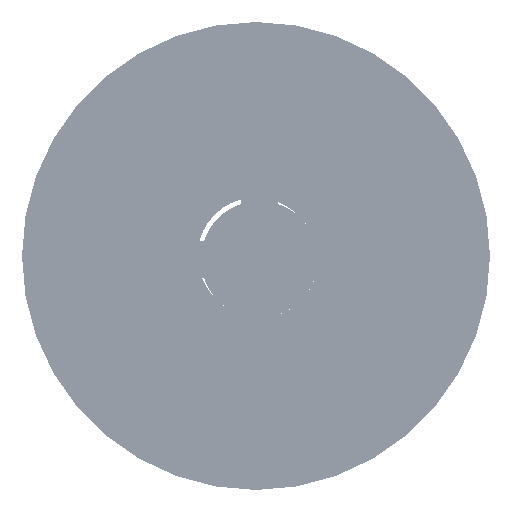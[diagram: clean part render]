
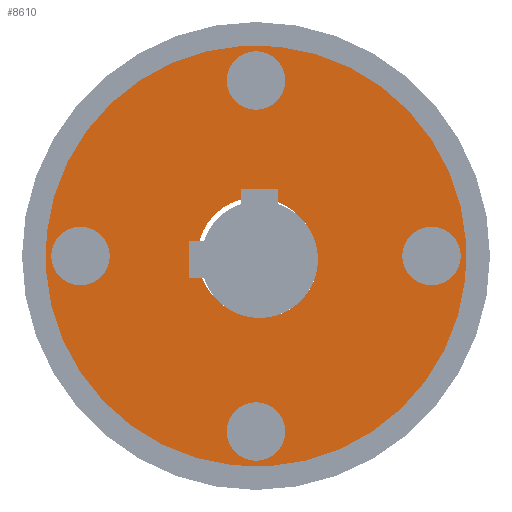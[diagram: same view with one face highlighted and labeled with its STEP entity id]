
A CAD part, front view. The second image highlights one B-rep face of the part: STEP entity #8610.
In plain terms, the highlighted planar face has unit normal (0, -1, 0).
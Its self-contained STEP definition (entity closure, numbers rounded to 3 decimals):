
#84=FACE_BOUND('',#952,.T.);
#85=FACE_BOUND('',#953,.T.);
#86=FACE_BOUND('',#954,.T.);
#87=FACE_BOUND('',#955,.T.);
#88=FACE_BOUND('',#956,.T.);
#136=PLANE('',#9157);
#482=FACE_OUTER_BOUND('',#951,.T.);
#951=EDGE_LOOP('',(#6996));
#952=EDGE_LOOP('',(#6997,#6998,#6999,#7000,#7001,#7002,#7003,#7004,#7005,
#7006));
#953=EDGE_LOOP('',(#7007));
#954=EDGE_LOOP('',(#7008));
#955=EDGE_LOOP('',(#7009));
#956=EDGE_LOOP('',(#7010));
#1116=CIRCLE('',#9130,25.);
#1125=CIRCLE('',#9143,25.);
#1126=CIRCLE('',#9145,25.);
#1127=CIRCLE('',#9147,25.);
#1131=CIRCLE('',#9153,8.);
#1134=CIRCLE('',#9158,90.);
#1135=CIRCLE('',#9159,8.);
#1136=CIRCLE('',#9160,8.);
#1137=CIRCLE('',#9161,8.);
#2296=LINE('',#31141,#2799);
#2300=LINE('',#31150,#2803);
#2304=LINE('',#31159,#2807);
#2308=LINE('',#31166,#2811);
#2312=LINE('',#31180,#2815);
#2316=LINE('',#31187,#2819);
#2799=VECTOR('',#10318,10.);
#2803=VECTOR('',#10324,10.);
#2807=VECTOR('',#10330,10.);
#2811=VECTOR('',#10336,10.);
#2815=VECTOR('',#10348,10.);
#2819=VECTOR('',#10354,10.);
#3589=VERTEX_POINT('',#31139);
#3590=VERTEX_POINT('',#31140);
#3593=VERTEX_POINT('',#31148);
#3594=VERTEX_POINT('',#31149);
#3597=VERTEX_POINT('',#31157);
#3598=VERTEX_POINT('',#31158);
#3603=VERTEX_POINT('',#31172);
#3604=VERTEX_POINT('',#31174);
#3605=VERTEX_POINT('',#31178);
#3606=VERTEX_POINT('',#31179);
#3620=VERTEX_POINT('',#31476);
#3623=VERTEX_POINT('',#31485);
#3624=VERTEX_POINT('',#31487);
#3625=VERTEX_POINT('',#31489);
#3626=VERTEX_POINT('',#31491);
#4797=EDGE_CURVE('',#3589,#3590,#2296,.T.);
#4801=EDGE_CURVE('',#3593,#3594,#2300,.T.);
#4805=EDGE_CURVE('',#3597,#3598,#2304,.T.);
#4809=EDGE_CURVE('',#3598,#3589,#2308,.T.);
#4813=EDGE_CURVE('',#3604,#3603,#1116,.T.);
#4815=EDGE_CURVE('',#3605,#3606,#2312,.T.);
#4819=EDGE_CURVE('',#3606,#3593,#2316,.T.);
#4834=EDGE_CURVE('',#3605,#3603,#1125,.T.);
#4835=EDGE_CURVE('',#3597,#3594,#1126,.T.);
#4836=EDGE_CURVE('',#3604,#3590,#1127,.T.);
#4843=EDGE_CURVE('',#3620,#3620,#1131,.T.);
#4846=EDGE_CURVE('',#3623,#3623,#1134,.T.);
#4847=EDGE_CURVE('',#3624,#3624,#1135,.T.);
#4848=EDGE_CURVE('',#3625,#3625,#1136,.T.);
#4849=EDGE_CURVE('',#3626,#3626,#1137,.T.);
#6996=ORIENTED_EDGE('',*,*,#4846,.F.);
#6997=ORIENTED_EDGE('',*,*,#4797,.T.);
#6998=ORIENTED_EDGE('',*,*,#4836,.F.);
#6999=ORIENTED_EDGE('',*,*,#4813,.T.);
#7000=ORIENTED_EDGE('',*,*,#4834,.F.);
#7001=ORIENTED_EDGE('',*,*,#4815,.T.);
#7002=ORIENTED_EDGE('',*,*,#4819,.T.);
#7003=ORIENTED_EDGE('',*,*,#4801,.T.);
#7004=ORIENTED_EDGE('',*,*,#4835,.F.);
#7005=ORIENTED_EDGE('',*,*,#4805,.T.);
#7006=ORIENTED_EDGE('',*,*,#4809,.T.);
#7007=ORIENTED_EDGE('',*,*,#4847,.T.);
#7008=ORIENTED_EDGE('',*,*,#4848,.T.);
#7009=ORIENTED_EDGE('',*,*,#4849,.T.);
#7010=ORIENTED_EDGE('',*,*,#4843,.T.);
#8610=ADVANCED_FACE('',(#482,#84,#85,#86,#87,#88),#136,.T.);
#9130=AXIS2_PLACEMENT_3D('',#31175,#10343,#10344);
#9143=AXIS2_PLACEMENT_3D('',#31440,#10378,#10379);
#9145=AXIS2_PLACEMENT_3D('',#31442,#10382,#10383);
#9147=AXIS2_PLACEMENT_3D('',#31444,#10386,#10387);
#9153=AXIS2_PLACEMENT_3D('',#31478,#10399,#10400);
#9157=AXIS2_PLACEMENT_3D('',#31484,#10407,#10408);
#9158=AXIS2_PLACEMENT_3D('',#31486,#10409,#10410);
#9159=AXIS2_PLACEMENT_3D('',#31488,#10411,#10412);
#9160=AXIS2_PLACEMENT_3D('',#31490,#10413,#10414);
#9161=AXIS2_PLACEMENT_3D('',#31492,#10415,#10416);
#10318=DIRECTION('',(0.,0.,-1.));
#10324=DIRECTION('',(1.,0.,0.));
#10330=DIRECTION('',(0.,0.,1.));
#10336=DIRECTION('',(1.,0.,0.));
#10343=DIRECTION('center_axis',(0.,1.,0.));
#10344=DIRECTION('ref_axis',(1.,0.,0.));
#10348=DIRECTION('',(-1.,0.,0.));
#10354=DIRECTION('',(0.,0.,1.));
#10378=DIRECTION('center_axis',(0.,-1.,0.));
#10379=DIRECTION('ref_axis',(0.998,0.,0.062));
#10382=DIRECTION('center_axis',(0.,-1.,0.));
#10383=DIRECTION('ref_axis',(0.998,0.,0.062));
#10386=DIRECTION('center_axis',(0.,-1.,0.));
#10387=DIRECTION('ref_axis',(0.998,0.,0.062));
#10399=DIRECTION('center_axis',(0.,1.,0.));
#10400=DIRECTION('ref_axis',(-1.,0.,0.));
#10407=DIRECTION('center_axis',(0.,-1.,0.));
#10408=DIRECTION('ref_axis',(0.998,0.,0.062));
#10409=DIRECTION('center_axis',(0.,1.,0.));
#10410=DIRECTION('ref_axis',(0.998,0.,0.062));
#10411=DIRECTION('center_axis',(0.,1.,0.));
#10412=DIRECTION('ref_axis',(-1.,0.,0.));
#10413=DIRECTION('center_axis',(0.,1.,0.));
#10414=DIRECTION('ref_axis',(-1.,0.,0.));
#10415=DIRECTION('center_axis',(0.,1.,0.));
#10416=DIRECTION('ref_axis',(-1.,0.,0.));
#31139=CARTESIAN_POINT('',(9.485,-80.,28.515));
#31140=CARTESIAN_POINT('',(9.485,-80.,23.131));
#31141=CARTESIAN_POINT('',(9.485,-80.,11.1));
#31148=CARTESIAN_POINT('',(-28.515,-80.,6.515));
#31149=CARTESIAN_POINT('',(-24.136,-80.,6.515));
#31150=CARTESIAN_POINT('',(-11.1,-80.,6.515));
#31157=CARTESIAN_POINT('',(-6.515,-80.,24.136));
#31158=CARTESIAN_POINT('',(-6.515,-80.,28.515));
#31159=CARTESIAN_POINT('',(-6.515,-80.,14.257));
#31166=CARTESIAN_POINT('',(4.743,-80.,28.515));
#31172=CARTESIAN_POINT('',(-16.919,-80.,-18.405));
#31174=CARTESIAN_POINT('',(18.405,-80.,16.919));
#31175=CARTESIAN_POINT('Origin',(1.485,-80.,-1.485));
#31178=CARTESIAN_POINT('',(-23.131,-80.,-9.485));
#31179=CARTESIAN_POINT('',(-28.515,-80.,-9.485));
#31180=CARTESIAN_POINT('',(-14.257,-80.,-9.485));
#31187=CARTESIAN_POINT('',(-28.515,-80.,3.257));
#31440=CARTESIAN_POINT('Origin',(0.,-80.,0.));
#31442=CARTESIAN_POINT('Origin',(0.,-80.,0.));
#31444=CARTESIAN_POINT('Origin',(0.,-80.,0.));
#31476=CARTESIAN_POINT('',(8.,-80.,75.));
#31478=CARTESIAN_POINT('Origin',(0.,-80.,75.));
#31484=CARTESIAN_POINT('Origin',(0.,-80.,0.));
#31485=CARTESIAN_POINT('',(-89.826,-80.,-5.592));
#31486=CARTESIAN_POINT('Origin',(0.,-80.,0.));
#31487=CARTESIAN_POINT('',(8.,-80.,-75.));
#31488=CARTESIAN_POINT('Origin',(0.,-80.,-75.));
#31489=CARTESIAN_POINT('',(83.,-80.,0.));
#31490=CARTESIAN_POINT('Origin',(75.,-80.,0.));
#31491=CARTESIAN_POINT('',(-67.,-80.,0.));
#31492=CARTESIAN_POINT('Origin',(-75.,-80.,0.));
